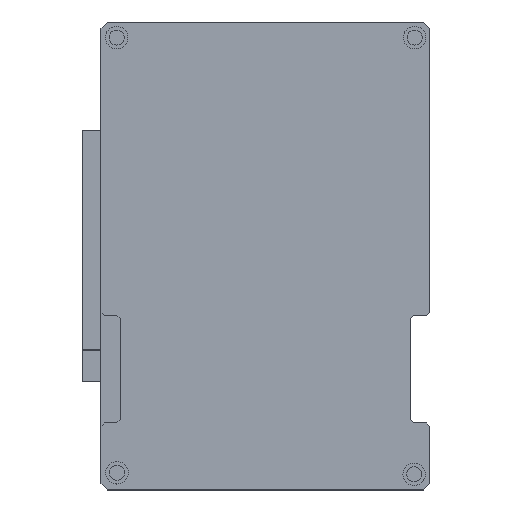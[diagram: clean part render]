
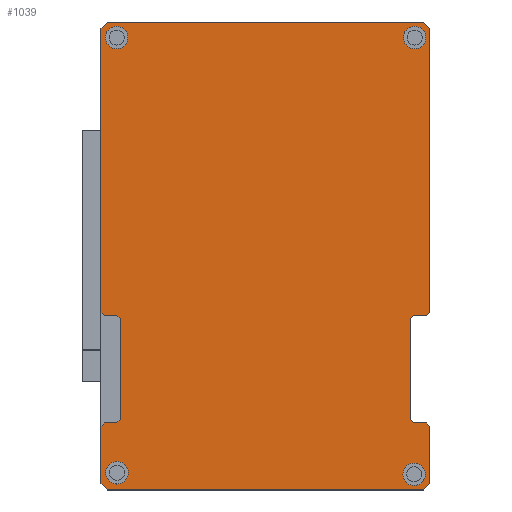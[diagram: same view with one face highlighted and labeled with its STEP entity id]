
A CAD part, top view. The second image highlights one B-rep face of the part: STEP entity #1039.
In plain terms, the highlighted planar face has unit normal (0, 0, 1).
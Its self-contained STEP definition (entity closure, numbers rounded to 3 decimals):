
#33=FACE_BOUND('',#129,.T.);
#34=FACE_BOUND('',#130,.T.);
#35=FACE_BOUND('',#131,.T.);
#36=FACE_BOUND('',#132,.T.);
#45=CIRCLE('',#1117,3.6);
#46=CIRCLE('',#1118,3.6);
#47=CIRCLE('',#1119,3.6);
#48=CIRCLE('',#1120,3.6);
#67=FACE_OUTER_BOUND('',#128,.T.);
#128=EDGE_LOOP('',(#702,#703,#704,#705,#706,#707,#708,#709,#710,#711,#712,
#713,#714,#715,#716,#717,#718,#719,#720,#721,#722,#723,#724,#725));
#129=EDGE_LOOP('',(#726));
#130=EDGE_LOOP('',(#727));
#131=EDGE_LOOP('',(#728));
#132=EDGE_LOOP('',(#729));
#201=LINE('',#1499,#327);
#203=LINE('',#1503,#329);
#206=LINE('',#1509,#332);
#207=LINE('',#1511,#333);
#208=LINE('',#1513,#334);
#209=LINE('',#1515,#335);
#210=LINE('',#1517,#336);
#211=LINE('',#1519,#337);
#212=LINE('',#1521,#338);
#213=LINE('',#1523,#339);
#214=LINE('',#1525,#340);
#215=LINE('',#1527,#341);
#216=LINE('',#1529,#342);
#217=LINE('',#1531,#343);
#218=LINE('',#1533,#344);
#219=LINE('',#1535,#345);
#220=LINE('',#1537,#346);
#221=LINE('',#1539,#347);
#222=LINE('',#1541,#348);
#223=LINE('',#1543,#349);
#224=LINE('',#1545,#350);
#225=LINE('',#1547,#351);
#226=LINE('',#1549,#352);
#227=LINE('',#1550,#353);
#327=VECTOR('',#1204,10.);
#329=VECTOR('',#1208,10.);
#332=VECTOR('',#1213,10.);
#333=VECTOR('',#1214,10.);
#334=VECTOR('',#1215,10.);
#335=VECTOR('',#1216,10.);
#336=VECTOR('',#1217,10.);
#337=VECTOR('',#1218,10.);
#338=VECTOR('',#1219,10.);
#339=VECTOR('',#1220,10.);
#340=VECTOR('',#1221,10.);
#341=VECTOR('',#1222,10.);
#342=VECTOR('',#1223,10.);
#343=VECTOR('',#1224,10.);
#344=VECTOR('',#1225,10.);
#345=VECTOR('',#1226,10.);
#346=VECTOR('',#1227,10.);
#347=VECTOR('',#1228,10.);
#348=VECTOR('',#1229,10.);
#349=VECTOR('',#1230,10.);
#350=VECTOR('',#1231,10.);
#351=VECTOR('',#1232,10.);
#352=VECTOR('',#1233,10.);
#353=VECTOR('',#1234,10.);
#453=VERTEX_POINT('',#1496);
#454=VERTEX_POINT('',#1498);
#455=VERTEX_POINT('',#1502);
#457=VERTEX_POINT('',#1508);
#458=VERTEX_POINT('',#1510);
#459=VERTEX_POINT('',#1512);
#460=VERTEX_POINT('',#1514);
#461=VERTEX_POINT('',#1516);
#462=VERTEX_POINT('',#1518);
#463=VERTEX_POINT('',#1520);
#464=VERTEX_POINT('',#1522);
#465=VERTEX_POINT('',#1524);
#466=VERTEX_POINT('',#1526);
#467=VERTEX_POINT('',#1528);
#468=VERTEX_POINT('',#1530);
#469=VERTEX_POINT('',#1532);
#470=VERTEX_POINT('',#1534);
#471=VERTEX_POINT('',#1536);
#472=VERTEX_POINT('',#1538);
#473=VERTEX_POINT('',#1540);
#474=VERTEX_POINT('',#1542);
#475=VERTEX_POINT('',#1544);
#476=VERTEX_POINT('',#1546);
#477=VERTEX_POINT('',#1548);
#478=VERTEX_POINT('',#1551);
#479=VERTEX_POINT('',#1553);
#480=VERTEX_POINT('',#1555);
#481=VERTEX_POINT('',#1557);
#550=EDGE_CURVE('',#453,#454,#201,.T.);
#552=EDGE_CURVE('',#454,#455,#203,.T.);
#555=EDGE_CURVE('',#457,#453,#206,.T.);
#556=EDGE_CURVE('',#457,#458,#207,.T.);
#557=EDGE_CURVE('',#459,#458,#208,.T.);
#558=EDGE_CURVE('',#459,#460,#209,.T.);
#559=EDGE_CURVE('',#460,#461,#210,.T.);
#560=EDGE_CURVE('',#461,#462,#211,.T.);
#561=EDGE_CURVE('',#462,#463,#212,.T.);
#562=EDGE_CURVE('',#463,#464,#213,.T.);
#563=EDGE_CURVE('',#465,#464,#214,.T.);
#564=EDGE_CURVE('',#466,#465,#215,.T.);
#565=EDGE_CURVE('',#467,#466,#216,.T.);
#566=EDGE_CURVE('',#468,#467,#217,.T.);
#567=EDGE_CURVE('',#469,#468,#218,.T.);
#568=EDGE_CURVE('',#469,#470,#219,.T.);
#569=EDGE_CURVE('',#471,#470,#220,.T.);
#570=EDGE_CURVE('',#471,#472,#221,.T.);
#571=EDGE_CURVE('',#472,#473,#222,.T.);
#572=EDGE_CURVE('',#473,#474,#223,.T.);
#573=EDGE_CURVE('',#474,#475,#224,.T.);
#574=EDGE_CURVE('',#475,#476,#225,.T.);
#575=EDGE_CURVE('',#477,#476,#226,.T.);
#576=EDGE_CURVE('',#455,#477,#227,.T.);
#577=EDGE_CURVE('',#478,#478,#45,.T.);
#578=EDGE_CURVE('',#479,#479,#46,.T.);
#579=EDGE_CURVE('',#480,#480,#47,.T.);
#580=EDGE_CURVE('',#481,#481,#48,.T.);
#702=ORIENTED_EDGE('',*,*,#550,.F.);
#703=ORIENTED_EDGE('',*,*,#555,.F.);
#704=ORIENTED_EDGE('',*,*,#556,.T.);
#705=ORIENTED_EDGE('',*,*,#557,.F.);
#706=ORIENTED_EDGE('',*,*,#558,.T.);
#707=ORIENTED_EDGE('',*,*,#559,.T.);
#708=ORIENTED_EDGE('',*,*,#560,.T.);
#709=ORIENTED_EDGE('',*,*,#561,.T.);
#710=ORIENTED_EDGE('',*,*,#562,.T.);
#711=ORIENTED_EDGE('',*,*,#563,.F.);
#712=ORIENTED_EDGE('',*,*,#564,.F.);
#713=ORIENTED_EDGE('',*,*,#565,.F.);
#714=ORIENTED_EDGE('',*,*,#566,.F.);
#715=ORIENTED_EDGE('',*,*,#567,.F.);
#716=ORIENTED_EDGE('',*,*,#568,.T.);
#717=ORIENTED_EDGE('',*,*,#569,.F.);
#718=ORIENTED_EDGE('',*,*,#570,.T.);
#719=ORIENTED_EDGE('',*,*,#571,.T.);
#720=ORIENTED_EDGE('',*,*,#572,.T.);
#721=ORIENTED_EDGE('',*,*,#573,.T.);
#722=ORIENTED_EDGE('',*,*,#574,.T.);
#723=ORIENTED_EDGE('',*,*,#575,.F.);
#724=ORIENTED_EDGE('',*,*,#576,.F.);
#725=ORIENTED_EDGE('',*,*,#552,.F.);
#726=ORIENTED_EDGE('',*,*,#577,.T.);
#727=ORIENTED_EDGE('',*,*,#578,.T.);
#728=ORIENTED_EDGE('',*,*,#579,.T.);
#729=ORIENTED_EDGE('',*,*,#580,.T.);
#988=PLANE('',#1116);
#1039=ADVANCED_FACE('',(#67,#33,#34,#35,#36),#988,.T.);
#1116=AXIS2_PLACEMENT_3D('',#1507,#1211,#1212);
#1117=AXIS2_PLACEMENT_3D('',#1552,#1235,#1236);
#1118=AXIS2_PLACEMENT_3D('',#1554,#1237,#1238);
#1119=AXIS2_PLACEMENT_3D('',#1556,#1239,#1240);
#1120=AXIS2_PLACEMENT_3D('',#1558,#1241,#1242);
#1204=DIRECTION('',(0.707,0.707,0.));
#1208=DIRECTION('',(1.,0.,0.));
#1211=DIRECTION('center_axis',(0.,0.,1.));
#1212=DIRECTION('ref_axis',(-1.,0.,0.));
#1213=DIRECTION('',(0.,1.,0.));
#1214=DIRECTION('',(0.707,-0.707,0.));
#1215=DIRECTION('',(-1.,0.,0.));
#1216=DIRECTION('',(0.707,-0.707,0.));
#1217=DIRECTION('',(0.,-1.,0.));
#1218=DIRECTION('',(-0.707,-0.707,0.));
#1219=DIRECTION('',(-1.,0.,0.));
#1220=DIRECTION('',(-0.707,-0.707,0.));
#1221=DIRECTION('',(0.,1.,0.));
#1222=DIRECTION('',(-0.707,0.707,0.));
#1223=DIRECTION('',(-1.,0.,0.));
#1224=DIRECTION('',(-0.707,-0.707,0.));
#1225=DIRECTION('',(0.,-1.,0.));
#1226=DIRECTION('',(-0.707,0.707,0.));
#1227=DIRECTION('',(1.,0.,0.));
#1228=DIRECTION('',(-0.707,0.707,0.));
#1229=DIRECTION('',(0.,1.,0.));
#1230=DIRECTION('',(0.707,0.707,0.));
#1231=DIRECTION('',(1.,0.,0.));
#1232=DIRECTION('',(0.707,0.707,0.));
#1233=DIRECTION('',(0.,-1.,0.));
#1234=DIRECTION('',(0.707,-0.707,0.));
#1235=DIRECTION('center_axis',(0.,0.,-1.));
#1236=DIRECTION('ref_axis',(-1.,0.,0.));
#1237=DIRECTION('center_axis',(0.,0.,-1.));
#1238=DIRECTION('ref_axis',(-1.,0.,0.));
#1239=DIRECTION('center_axis',(0.,0.,-1.));
#1240=DIRECTION('ref_axis',(-1.,0.,0.));
#1241=DIRECTION('center_axis',(0.,0.,-1.));
#1242=DIRECTION('ref_axis',(-1.,0.,0.));
#1496=CARTESIAN_POINT('',(-52.628,72.852,3.));
#1498=CARTESIAN_POINT('',(-50.628,74.852,3.));
#1499=CARTESIAN_POINT('',(-15.631,109.849,3.));
#1502=CARTESIAN_POINT('',(50.437,74.852,3.));
#1503=CARTESIAN_POINT('',(-52.628,74.852,3.));
#1507=CARTESIAN_POINT('Origin',(63.494,102.716,3.));
#1508=CARTESIAN_POINT('',(-52.628,-17.907,3.));
#1509=CARTESIAN_POINT('',(-52.628,64.852,3.));
#1510=CARTESIAN_POINT('',(-51.628,-18.907,3.));
#1511=CARTESIAN_POINT('',(-52.628,-17.907,3.));
#1512=CARTESIAN_POINT('',(-47.54,-18.907,3.));
#1513=CARTESIAN_POINT('',(-49.806,-18.907,3.));
#1514=CARTESIAN_POINT('',(-46.54,-19.907,3.));
#1515=CARTESIAN_POINT('',(-47.54,-18.907,3.));
#1516=CARTESIAN_POINT('',(-46.54,-52.28,3.));
#1517=CARTESIAN_POINT('',(-46.54,-19.907,3.));
#1518=CARTESIAN_POINT('',(-47.54,-53.28,3.));
#1519=CARTESIAN_POINT('',(-46.54,-52.28,3.));
#1520=CARTESIAN_POINT('',(-51.628,-53.28,3.));
#1521=CARTESIAN_POINT('',(-47.54,-53.28,3.));
#1522=CARTESIAN_POINT('',(-52.628,-54.28,3.));
#1523=CARTESIAN_POINT('',(-51.628,-53.28,3.));
#1524=CARTESIAN_POINT('',(-52.628,-72.696,3.));
#1525=CARTESIAN_POINT('',(-52.628,-74.696,3.));
#1526=CARTESIAN_POINT('',(-50.628,-74.696,3.));
#1527=CARTESIAN_POINT('',(-66.95,-58.373,3.));
#1528=CARTESIAN_POINT('',(50.437,-74.696,3.));
#1529=CARTESIAN_POINT('',(52.437,-74.696,3.));
#1530=CARTESIAN_POINT('',(52.437,-72.696,3.));
#1531=CARTESIAN_POINT('',(98.554,-26.578,3.));
#1532=CARTESIAN_POINT('',(52.437,-54.28,3.));
#1533=CARTESIAN_POINT('',(52.437,-64.696,3.));
#1534=CARTESIAN_POINT('',(51.437,-53.28,3.));
#1535=CARTESIAN_POINT('',(52.437,-54.28,3.));
#1536=CARTESIAN_POINT('',(47.164,-53.28,3.));
#1537=CARTESIAN_POINT('',(47.164,-53.28,3.));
#1538=CARTESIAN_POINT('',(46.164,-52.28,3.));
#1539=CARTESIAN_POINT('',(47.164,-53.28,3.));
#1540=CARTESIAN_POINT('',(46.164,-19.907,3.));
#1541=CARTESIAN_POINT('',(46.164,-52.28,3.));
#1542=CARTESIAN_POINT('',(47.164,-18.907,3.));
#1543=CARTESIAN_POINT('',(46.164,-19.907,3.));
#1544=CARTESIAN_POINT('',(51.437,-18.907,3.));
#1545=CARTESIAN_POINT('',(47.164,-18.907,3.));
#1546=CARTESIAN_POINT('',(52.437,-17.907,3.));
#1547=CARTESIAN_POINT('',(51.437,-18.907,3.));
#1548=CARTESIAN_POINT('',(52.437,72.852,3.));
#1549=CARTESIAN_POINT('',(52.437,51.397,3.));
#1550=CARTESIAN_POINT('',(47.235,78.054,3.));
#1551=CARTESIAN_POINT('',(51.037,-69.696,3.));
#1552=CARTESIAN_POINT('Origin',(47.437,-69.696,3.));
#1553=CARTESIAN_POINT('',(51.217,69.85,3.));
#1554=CARTESIAN_POINT('Origin',(47.617,69.85,3.));
#1555=CARTESIAN_POINT('',(-43.919,-69.187,3.));
#1556=CARTESIAN_POINT('Origin',(-47.519,-69.187,3.));
#1557=CARTESIAN_POINT('',(-44.028,69.852,3.));
#1558=CARTESIAN_POINT('Origin',(-47.628,69.852,3.));
